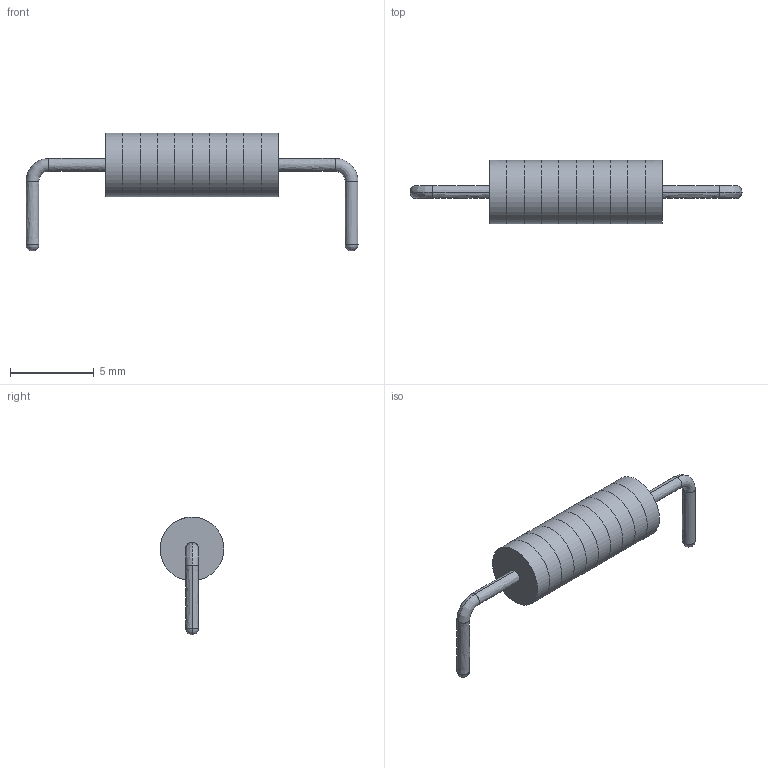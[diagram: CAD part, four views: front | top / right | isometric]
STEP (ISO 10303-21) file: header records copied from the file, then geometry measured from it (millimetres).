
FILE_DESCRIPTION(/* description */ (''),/* implementation_level */ '2;1');
FILE_NAME(/* name */ 'RESIST~4',/* time_stamp */ '2021-12-27T19:32:53+01:00',/* author */ (''),/* organization */ (''),/* preprocessor_version */ 'ST-DEVELOPER v16.5',/* originating_system */ '',/* authorisation */ '');
FILE_SCHEMA (('AUTOMOTIVE_DESIGN'));
Length unit declared in the file: millimetre
Products named in the file (1): Document
Bounding box: 19.82 x 3.8 x 7.04 mm (x, y, z)
Surface area: 189.9 mm2 (no closed solid volume)
Topology: 0 solids, 12 shells, 28 faces, 84 edges, 56 vertices
Faces by surface type: bspline 26, plane 2
Entity records: 1693 total; most frequent: CARTESIAN_POINT 1168, ORIENTED_EDGE 120, EDGE_CURVE 80, VERTEX_POINT 56, ADVANCED_FACE 28, FACE_OUTER_BOUND 28, EDGE_LOOP 28, B_SPLINE_CURVE_WITH_KNOTS 24
